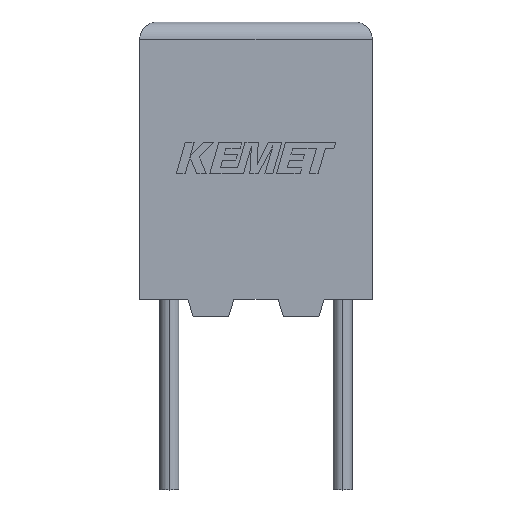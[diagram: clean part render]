
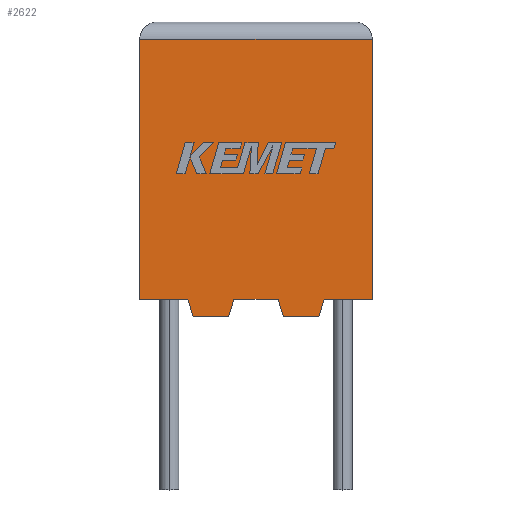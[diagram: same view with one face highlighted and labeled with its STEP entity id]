
A CAD part, top view. The second image highlights one B-rep face of the part: STEP entity #2622.
In plain terms, the highlighted planar face has unit normal (0, 0, 1).
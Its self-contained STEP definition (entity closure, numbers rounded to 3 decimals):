
#10 = CARTESIAN_POINT ( 'NONE',  ( 2.561, -0.5, 4. ) ) ;
#42 = DIRECTION ( 'NONE',  ( 0.287, 0.958, 0. ) ) ;
#43 = LINE ( 'NONE', #786, #2543 ) ;
#92 = EDGE_CURVE ( 'NONE', #3104, #2158, #735, .T. ) ;
#102 = VERTEX_POINT ( 'NONE', #2053 ) ;
#106 = EDGE_CURVE ( 'NONE', #2081, #1224, #318, .T. ) ;
#109 = VERTEX_POINT ( 'NONE', #259 ) ;
#124 = ORIENTED_EDGE ( 'NONE', *, *, #106, .T. ) ;
#130 = LINE ( 'NONE', #2338, #2601 ) ;
#207 = EDGE_CURVE ( 'NONE', #2158, #1494, #2003, .T. ) ;
#242 = VECTOR ( 'NONE', #1993, 1000. ) ;
#259 = CARTESIAN_POINT ( 'NONE',  ( 0., 7.5, 4. ) ) ;
#302 = ORIENTED_EDGE ( 'NONE', *, *, #3063, .T. ) ;
#318 = LINE ( 'NONE', #10, #2630 ) ;
#419 = CARTESIAN_POINT ( 'NONE',  ( 5.314, 0., 4. ) ) ;
#432 = CARTESIAN_POINT ( 'NONE',  ( 1.386, 0., 4. ) ) ;
#528 = CARTESIAN_POINT ( 'NONE',  ( 6.7, 0., 4. ) ) ;
#553 = CARTESIAN_POINT ( 'NONE',  ( 5.164, -0.5, 4. ) ) ;
#569 = CARTESIAN_POINT ( 'NONE',  ( 0., 0., 4. ) ) ;
#570 = CARTESIAN_POINT ( 'NONE',  ( 4.139, -0.5, 4. ) ) ;
#581 = CARTESIAN_POINT ( 'NONE',  ( 1.386, 0., 4. ) ) ;
#674 = DIRECTION ( 'NONE',  ( 1., 0., 0. ) ) ;
#703 = LINE ( 'NONE', #419, #2015 ) ;
#713 = CARTESIAN_POINT ( 'NONE',  ( 0., 0., 4. ) ) ;
#734 = CARTESIAN_POINT ( 'NONE',  ( 2.561, -0.5, 4. ) ) ;
#735 = LINE ( 'NONE', #922, #2216 ) ;
#776 = EDGE_LOOP ( 'NONE', ( #1855, #854, #1945, #302, #2853, #867, #124, #3227, #2114, #2617, #2919, #2219 ) ) ;
#786 = CARTESIAN_POINT ( 'NONE',  ( 5.164, -0.5, 4. ) ) ;
#854 = ORIENTED_EDGE ( 'NONE', *, *, #2724, .T. ) ;
#867 = ORIENTED_EDGE ( 'NONE', *, *, #2515, .T. ) ;
#882 = DIRECTION ( 'NONE',  ( 1., 0., 0. ) ) ;
#922 = CARTESIAN_POINT ( 'NONE',  ( 0., 0., 4. ) ) ;
#952 = CARTESIAN_POINT ( 'NONE',  ( 3.989, 0., 4. ) ) ;
#997 = CARTESIAN_POINT ( 'NONE',  ( 1.536, -0.5, 4. ) ) ;
#1072 = DIRECTION ( 'NONE',  ( -1., 0., 0. ) ) ;
#1149 = CARTESIAN_POINT ( 'NONE',  ( 0., 0., 4. ) ) ;
#1166 = CARTESIAN_POINT ( 'NONE',  ( 5.314, 0., 4. ) ) ;
#1198 = CARTESIAN_POINT ( 'NONE',  ( 6.7, 7.5, 4. ) ) ;
#1201 = VERTEX_POINT ( 'NONE', #569 ) ;
#1224 = VERTEX_POINT ( 'NONE', #3026 ) ;
#1275 = LINE ( 'NONE', #581, #2369 ) ;
#1439 = VERTEX_POINT ( 'NONE', #952 ) ;
#1494 = VERTEX_POINT ( 'NONE', #1198 ) ;
#1509 = CARTESIAN_POINT ( 'NONE',  ( 0., 0., 4. ) ) ;
#1544 = FACE_OUTER_BOUND ( 'NONE', #776, .T. ) ;
#1549 = EDGE_CURVE ( 'NONE', #2355, #102, #1275, .T. ) ;
#1615 = CARTESIAN_POINT ( 'NONE',  ( 0., 7.5, 4. ) ) ;
#1714 = LINE ( 'NONE', #997, #242 ) ;
#1751 = DIRECTION ( 'NONE',  ( -0.287, -0.958, 0. ) ) ;
#1803 = DIRECTION ( 'NONE',  ( 0.287, -0.958, 0. ) ) ;
#1804 = VECTOR ( 'NONE', #2640, 1000. ) ;
#1855 = ORIENTED_EDGE ( 'NONE', *, *, #207, .T. ) ;
#1945 = ORIENTED_EDGE ( 'NONE', *, *, #3068, .T. ) ;
#1993 = DIRECTION ( 'NONE',  ( 1., 0., 0. ) ) ;
#2003 = LINE ( 'NONE', #2784, #2465 ) ;
#2009 = VECTOR ( 'NONE', #2996, 1000. ) ;
#2011 = DIRECTION ( 'NONE',  ( -1., 0., 0. ) ) ;
#2015 = VECTOR ( 'NONE', #1751, 1000. ) ;
#2039 = PLANE ( 'NONE',  #2702 ) ;
#2053 = CARTESIAN_POINT ( 'NONE',  ( 1.536, -0.5, 4. ) ) ;
#2081 = VERTEX_POINT ( 'NONE', #734 ) ;
#2114 = ORIENTED_EDGE ( 'NONE', *, *, #2209, .F. ) ;
#2158 = VERTEX_POINT ( 'NONE', #528 ) ;
#2182 = VECTOR ( 'NONE', #2828, 1000. ) ;
#2205 = LINE ( 'NONE', #713, #2009 ) ;
#2209 = EDGE_CURVE ( 'NONE', #2574, #1439, #2781, .T. ) ;
#2216 = VECTOR ( 'NONE', #674, 1000. ) ;
#2219 = ORIENTED_EDGE ( 'NONE', *, *, #92, .T. ) ;
#2318 = DIRECTION ( 'NONE',  ( -0.287, 0.958, 0. ) ) ;
#2338 = CARTESIAN_POINT ( 'NONE',  ( 0., 0., 4. ) ) ;
#2355 = VERTEX_POINT ( 'NONE', #432 ) ;
#2369 = VECTOR ( 'NONE', #1803, 1000. ) ;
#2465 = VECTOR ( 'NONE', #3010, 1000. ) ;
#2515 = EDGE_CURVE ( 'NONE', #102, #2081, #1714, .T. ) ;
#2538 = EDGE_CURVE ( 'NONE', #1224, #1439, #2205, .T. ) ;
#2543 = VECTOR ( 'NONE', #1072, 1000. ) ;
#2570 = DIRECTION ( 'NONE',  ( 0., 0., -1. ) ) ;
#2574 = VERTEX_POINT ( 'NONE', #2759 ) ;
#2601 = VECTOR ( 'NONE', #882, 1000. ) ;
#2605 = LINE ( 'NONE', #1149, #2182 ) ;
#2608 = LINE ( 'NONE', #1615, #1804 ) ;
#2617 = ORIENTED_EDGE ( 'NONE', *, *, #2821, .F. ) ;
#2622 = ADVANCED_FACE ( 'NONE', ( #1544 ), #2039, .F. ) ;
#2630 = VECTOR ( 'NONE', #42, 1000. ) ;
#2640 = DIRECTION ( 'NONE',  ( -1., 0., 0. ) ) ;
#2647 = VECTOR ( 'NONE', #2318, 1000. ) ;
#2702 = AXIS2_PLACEMENT_3D ( 'NONE', #1509, #2570, #2011 ) ;
#2724 = EDGE_CURVE ( 'NONE', #1494, #109, #2608, .T. ) ;
#2759 = CARTESIAN_POINT ( 'NONE',  ( 4.139, -0.5, 4. ) ) ;
#2781 = LINE ( 'NONE', #570, #2647 ) ;
#2784 = CARTESIAN_POINT ( 'NONE',  ( 6.7, 0., 4. ) ) ;
#2821 = EDGE_CURVE ( 'NONE', #2952, #2574, #43, .T. ) ;
#2828 = DIRECTION ( 'NONE',  ( 0., -1., 0. ) ) ;
#2853 = ORIENTED_EDGE ( 'NONE', *, *, #1549, .T. ) ;
#2919 = ORIENTED_EDGE ( 'NONE', *, *, #3129, .F. ) ;
#2952 = VERTEX_POINT ( 'NONE', #553 ) ;
#2996 = DIRECTION ( 'NONE',  ( 1., 0., 0. ) ) ;
#3010 = DIRECTION ( 'NONE',  ( 0., 1., 0. ) ) ;
#3026 = CARTESIAN_POINT ( 'NONE',  ( 2.711, 0., 4. ) ) ;
#3063 = EDGE_CURVE ( 'NONE', #1201, #2355, #130, .T. ) ;
#3068 = EDGE_CURVE ( 'NONE', #109, #1201, #2605, .T. ) ;
#3104 = VERTEX_POINT ( 'NONE', #1166 ) ;
#3129 = EDGE_CURVE ( 'NONE', #3104, #2952, #703, .T. ) ;
#3227 = ORIENTED_EDGE ( 'NONE', *, *, #2538, .T. ) ;
